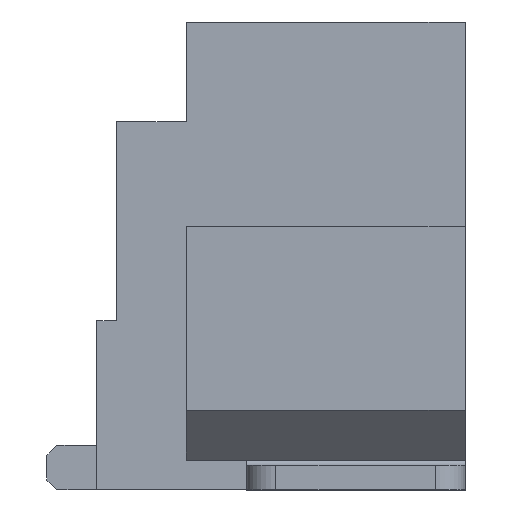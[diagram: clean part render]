
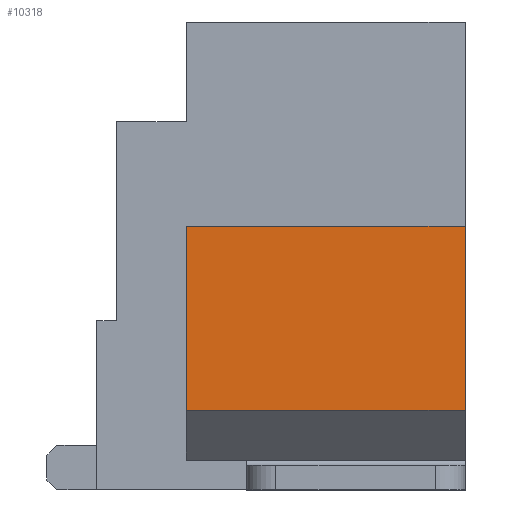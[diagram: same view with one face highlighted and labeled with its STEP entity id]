
A CAD part, left-side view. The second image highlights one B-rep face of the part: STEP entity #10318.
In plain terms, the highlighted planar face has unit normal (-1, 0, 0).
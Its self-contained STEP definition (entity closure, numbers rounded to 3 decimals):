
#44 = PLANE('',#45);
#45 = AXIS2_PLACEMENT_3D('',#46,#47,#48);
#46 = CARTESIAN_POINT('',(-8.375,-2.475,0.));
#47 = DIRECTION('',(0.,1.,0.));
#48 = DIRECTION('',(0.,0.,1.));
#454 = VERTEX_POINT('',#455);
#455 = CARTESIAN_POINT('',(-10.125,-2.475,0.8));
#469 = PLANE('',#470);
#470 = AXIS2_PLACEMENT_3D('',#471,#472,#473);
#471 = CARTESIAN_POINT('',(-9.625,-2.475,0.3));
#472 = DIRECTION('',(0.707,0.,0.707));
#473 = DIRECTION('',(-0.707,0.,0.707));
#481 = EDGE_CURVE('',#454,#482,#484,.T.);
#482 = VERTEX_POINT('',#483);
#483 = CARTESIAN_POINT('',(-10.125,-2.475,2.65));
#484 = SURFACE_CURVE('',#485,(#489,#496),.PCURVE_S1.);
#485 = LINE('',#486,#487);
#486 = CARTESIAN_POINT('',(-10.125,-2.475,0.8));
#487 = VECTOR('',#488,1.);
#488 = DIRECTION('',(0.,0.,1.));
#489 = PCURVE('',#44,#490);
#490 = DEFINITIONAL_REPRESENTATION('',(#491),#495);
#491 = LINE('',#492,#493);
#492 = CARTESIAN_POINT('',(0.8,-1.75));
#493 = VECTOR('',#494,1.);
#494 = DIRECTION('',(1.,0.));
#495 = ( GEOMETRIC_REPRESENTATION_CONTEXT(2)
PARAMETRIC_REPRESENTATION_CONTEXT() REPRESENTATION_CONTEXT('2D SPACE',''
) );
#496 = PCURVE('',#497,#502);
#497 = PLANE('',#498);
#498 = AXIS2_PLACEMENT_3D('',#499,#500,#501);
#499 = CARTESIAN_POINT('',(-10.125,-2.475,0.8));
#500 = DIRECTION('',(1.,0.,0.));
#501 = DIRECTION('',(0.,0.,1.));
#502 = DEFINITIONAL_REPRESENTATION('',(#503),#507);
#503 = LINE('',#504,#505);
#504 = CARTESIAN_POINT('',(0.,0.));
#505 = VECTOR('',#506,1.);
#506 = DIRECTION('',(1.,0.));
#507 = ( GEOMETRIC_REPRESENTATION_CONTEXT(2)
PARAMETRIC_REPRESENTATION_CONTEXT() REPRESENTATION_CONTEXT('2D SPACE',''
) );
#525 = PLANE('',#526);
#526 = AXIS2_PLACEMENT_3D('',#527,#528,#529);
#527 = CARTESIAN_POINT('',(-10.125,-2.475,2.65));
#528 = DIRECTION('',(0.,0.,-1.));
#529 = DIRECTION('',(1.,0.,0.));
#4376 = PLANE('',#4377);
#4377 = AXIS2_PLACEMENT_3D('',#4378,#4379,#4380);
#4378 = CARTESIAN_POINT('',(-8.375,0.325,0.3));
#4379 = DIRECTION('',(0.,-1.,0.));
#4380 = DIRECTION('',(0.,0.,-1.));
#10273 = EDGE_CURVE('',#482,#10274,#10276,.T.);
#10274 = VERTEX_POINT('',#10275);
#10275 = CARTESIAN_POINT('',(-10.125,0.325,2.65));
#10276 = SURFACE_CURVE('',#10277,(#10281,#10288),.PCURVE_S1.);
#10277 = LINE('',#10278,#10279);
#10278 = CARTESIAN_POINT('',(-10.125,-2.475,2.65));
#10279 = VECTOR('',#10280,1.);
#10280 = DIRECTION('',(0.,1.,0.));
#10281 = PCURVE('',#525,#10282);
#10282 = DEFINITIONAL_REPRESENTATION('',(#10283),#10287);
#10283 = LINE('',#10284,#10285);
#10284 = CARTESIAN_POINT('',(0.,0.));
#10285 = VECTOR('',#10286,1.);
#10286 = DIRECTION('',(0.,-1.));
#10287 = ( GEOMETRIC_REPRESENTATION_CONTEXT(2)
PARAMETRIC_REPRESENTATION_CONTEXT() REPRESENTATION_CONTEXT('2D SPACE',''
) );
#10288 = PCURVE('',#497,#10289);
#10289 = DEFINITIONAL_REPRESENTATION('',(#10290),#10294);
#10290 = LINE('',#10291,#10292);
#10291 = CARTESIAN_POINT('',(1.85,0.));
#10292 = VECTOR('',#10293,1.);
#10293 = DIRECTION('',(0.,-1.));
#10294 = ( GEOMETRIC_REPRESENTATION_CONTEXT(2)
PARAMETRIC_REPRESENTATION_CONTEXT() REPRESENTATION_CONTEXT('2D SPACE',''
) );
#10318 = ADVANCED_FACE('',(#10319),#497,.F.);
#10319 = FACE_BOUND('',#10320,.F.);
#10320 = EDGE_LOOP('',(#10321,#10344,#10365,#10366));
#10321 = ORIENTED_EDGE('',*,*,#10322,.T.);
#10322 = EDGE_CURVE('',#454,#10323,#10325,.T.);
#10323 = VERTEX_POINT('',#10324);
#10324 = CARTESIAN_POINT('',(-10.125,0.325,0.8));
#10325 = SURFACE_CURVE('',#10326,(#10330,#10337),.PCURVE_S1.);
#10326 = LINE('',#10327,#10328);
#10327 = CARTESIAN_POINT('',(-10.125,-2.475,0.8));
#10328 = VECTOR('',#10329,1.);
#10329 = DIRECTION('',(0.,1.,0.));
#10330 = PCURVE('',#497,#10331);
#10331 = DEFINITIONAL_REPRESENTATION('',(#10332),#10336);
#10332 = LINE('',#10333,#10334);
#10333 = CARTESIAN_POINT('',(0.,0.));
#10334 = VECTOR('',#10335,1.);
#10335 = DIRECTION('',(0.,-1.));
#10336 = ( GEOMETRIC_REPRESENTATION_CONTEXT(2)
PARAMETRIC_REPRESENTATION_CONTEXT() REPRESENTATION_CONTEXT('2D SPACE',''
) );
#10337 = PCURVE('',#469,#10338);
#10338 = DEFINITIONAL_REPRESENTATION('',(#10339),#10343);
#10339 = LINE('',#10340,#10341);
#10340 = CARTESIAN_POINT('',(0.707,0.));
#10341 = VECTOR('',#10342,1.);
#10342 = DIRECTION('',(0.,-1.));
#10343 = ( GEOMETRIC_REPRESENTATION_CONTEXT(2)
PARAMETRIC_REPRESENTATION_CONTEXT() REPRESENTATION_CONTEXT('2D SPACE',''
) );
#10344 = ORIENTED_EDGE('',*,*,#10345,.T.);
#10345 = EDGE_CURVE('',#10323,#10274,#10346,.T.);
#10346 = SURFACE_CURVE('',#10347,(#10351,#10358),.PCURVE_S1.);
#10347 = LINE('',#10348,#10349);
#10348 = CARTESIAN_POINT('',(-10.125,0.325,0.8));
#10349 = VECTOR('',#10350,1.);
#10350 = DIRECTION('',(0.,0.,1.));
#10351 = PCURVE('',#497,#10352);
#10352 = DEFINITIONAL_REPRESENTATION('',(#10353),#10357);
#10353 = LINE('',#10354,#10355);
#10354 = CARTESIAN_POINT('',(0.,-2.8));
#10355 = VECTOR('',#10356,1.);
#10356 = DIRECTION('',(1.,0.));
#10357 = ( GEOMETRIC_REPRESENTATION_CONTEXT(2)
PARAMETRIC_REPRESENTATION_CONTEXT() REPRESENTATION_CONTEXT('2D SPACE',''
) );
#10358 = PCURVE('',#4376,#10359);
#10359 = DEFINITIONAL_REPRESENTATION('',(#10360),#10364);
#10360 = LINE('',#10361,#10362);
#10361 = CARTESIAN_POINT('',(-0.5,-1.75));
#10362 = VECTOR('',#10363,1.);
#10363 = DIRECTION('',(-1.,0.));
#10364 = ( GEOMETRIC_REPRESENTATION_CONTEXT(2)
PARAMETRIC_REPRESENTATION_CONTEXT() REPRESENTATION_CONTEXT('2D SPACE',''
) );
#10365 = ORIENTED_EDGE('',*,*,#10273,.F.);
#10366 = ORIENTED_EDGE('',*,*,#481,.F.);
